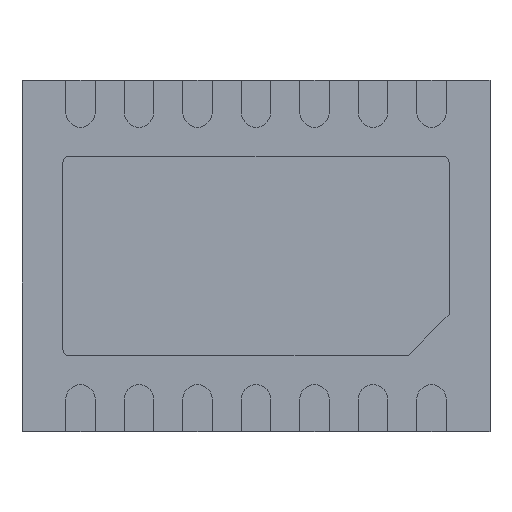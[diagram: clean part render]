
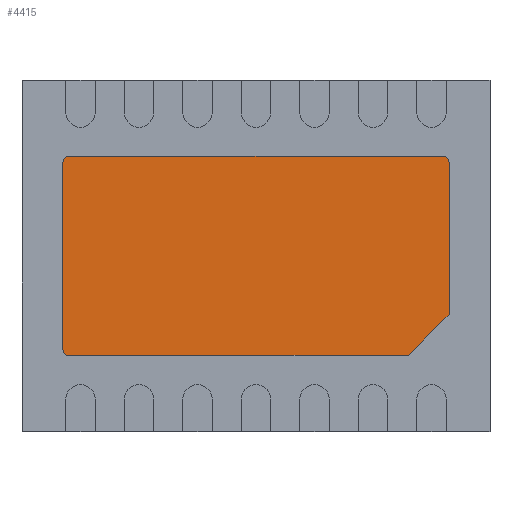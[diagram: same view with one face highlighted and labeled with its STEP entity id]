
A CAD part, top view. The second image highlights one B-rep face of the part: STEP entity #4415.
In plain terms, the highlighted planar face has unit normal (0, 0, 1).
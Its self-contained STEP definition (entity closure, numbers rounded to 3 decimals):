
#302 = AXIS2_PLACEMENT_3D ( 'NONE', #6738, #1128, #527 ) ;
#368 = DIRECTION ( 'NONE',  ( -1., 0., 0. ) ) ;
#373 = CARTESIAN_POINT ( 'NONE',  ( 1.3, -0.548, 0. ) ) ;
#387 = CARTESIAN_POINT ( 'NONE',  ( 1.6, 1.152, 0. ) ) ;
#527 = DIRECTION ( 'NONE',  ( 1., 0., 0. ) ) ;
#590 = EDGE_CURVE ( 'NONE', #4631, #7398, #4918, .T. ) ;
#636 = EDGE_CURVE ( 'NONE', #1700, #3990, #5173, .T. ) ;
#667 = LINE ( 'NONE', #2036, #5519 ) ;
#1128 = DIRECTION ( 'NONE',  ( 0., 0., 1. ) ) ;
#1350 = DIRECTION ( 'NONE',  ( 0., -1., 0. ) ) ;
#1427 = LINE ( 'NONE', #4030, #5435 ) ;
#1700 = VERTEX_POINT ( 'NONE', #5573 ) ;
#1782 = VERTEX_POINT ( 'NONE', #387 ) ;
#1866 = CARTESIAN_POINT ( 'NONE',  ( -1.6, 1.152, 0. ) ) ;
#2036 = CARTESIAN_POINT ( 'NONE',  ( -1.65, 0.302, 0. ) ) ;
#2058 = DIRECTION ( 'NONE',  ( 1., 0., 0. ) ) ;
#2146 = FACE_OUTER_BOUND ( 'NONE', #7667, .T. ) ;
#2189 = CARTESIAN_POINT ( 'NONE',  ( 0., -0.548, 0. ) ) ;
#2258 = ORIENTED_EDGE ( 'NONE', *, *, #7299, .T. ) ;
#2267 = VERTEX_POINT ( 'NONE', #1866 ) ;
#2802 = LINE ( 'NONE', #2189, #6013 ) ;
#2870 = CARTESIAN_POINT ( 'NONE',  ( 1.65, -0.198, 0. ) ) ;
#3013 = EDGE_CURVE ( 'NONE', #2267, #7551, #3300, .T. ) ;
#3300 = CIRCLE ( 'NONE', #7820, 0.05 ) ;
#3380 = CARTESIAN_POINT ( 'NONE',  ( 1.6, 1.102, 0. ) ) ;
#3393 = CARTESIAN_POINT ( 'NONE',  ( -1.65, 1.102, 0. ) ) ;
#3432 = DIRECTION ( 'NONE',  ( 0., 0., 1. ) ) ;
#3436 = DIRECTION ( 'NONE',  ( 1., 0., 0. ) ) ;
#3698 = VECTOR ( 'NONE', #7566, 1000. ) ;
#3721 = AXIS2_PLACEMENT_3D ( 'NONE', #3380, #5332, #7985 ) ;
#3990 = VERTEX_POINT ( 'NONE', #4494 ) ;
#4030 = CARTESIAN_POINT ( 'NONE',  ( 0., 1.152, 0. ) ) ;
#4364 = EDGE_CURVE ( 'NONE', #3990, #5068, #2802, .T. ) ;
#4415 = ADVANCED_FACE ( 'NONE', ( #2146 ), #6823, .T. ) ;
#4494 = CARTESIAN_POINT ( 'NONE',  ( -1.6, -0.548, 0. ) ) ;
#4539 = DIRECTION ( 'NONE',  ( 0., 0., 1. ) ) ;
#4631 = VERTEX_POINT ( 'NONE', #2870 ) ;
#4918 = LINE ( 'NONE', #6928, #3698 ) ;
#5068 = VERTEX_POINT ( 'NONE', #373 ) ;
#5115 = EDGE_CURVE ( 'NONE', #7551, #1700, #667, .T. ) ;
#5173 = CIRCLE ( 'NONE', #7119, 0.05 ) ;
#5332 = DIRECTION ( 'NONE',  ( 0., 0., 1. ) ) ;
#5333 = ORIENTED_EDGE ( 'NONE', *, *, #636, .T. ) ;
#5435 = VECTOR ( 'NONE', #368, 1000. ) ;
#5519 = VECTOR ( 'NONE', #1350, 1000. ) ;
#5573 = CARTESIAN_POINT ( 'NONE',  ( -1.65, -0.498, 0. ) ) ;
#5642 = EDGE_CURVE ( 'NONE', #5068, #4631, #7025, .T. ) ;
#5665 = ORIENTED_EDGE ( 'NONE', *, *, #3013, .T. ) ;
#5691 = CARTESIAN_POINT ( 'NONE',  ( 1.3, -0.548, 0. ) ) ;
#5928 = CARTESIAN_POINT ( 'NONE',  ( -1.6, -0.498, 0. ) ) ;
#5951 = ORIENTED_EDGE ( 'NONE', *, *, #590, .T. ) ;
#6013 = VECTOR ( 'NONE', #3436, 1000. ) ;
#6134 = CIRCLE ( 'NONE', #3721, 0.05 ) ;
#6325 = ORIENTED_EDGE ( 'NONE', *, *, #4364, .T. ) ;
#6361 = DIRECTION ( 'NONE',  ( 0.707, 0.707, 0. ) ) ;
#6510 = ORIENTED_EDGE ( 'NONE', *, *, #8209, .T. ) ;
#6678 = CARTESIAN_POINT ( 'NONE',  ( -1.6, 1.102, 0. ) ) ;
#6738 = CARTESIAN_POINT ( 'NONE',  ( 0., 0.302, 0. ) ) ;
#6823 = PLANE ( 'NONE',  #302 ) ;
#6928 = CARTESIAN_POINT ( 'NONE',  ( 1.65, 0.302, 0. ) ) ;
#7025 = LINE ( 'NONE', #5691, #7078 ) ;
#7078 = VECTOR ( 'NONE', #6361, 1000. ) ;
#7119 = AXIS2_PLACEMENT_3D ( 'NONE', #5928, #4539, #7209 ) ;
#7209 = DIRECTION ( 'NONE',  ( 1., 0., 0. ) ) ;
#7299 = EDGE_CURVE ( 'NONE', #1782, #2267, #1427, .T. ) ;
#7398 = VERTEX_POINT ( 'NONE', #8279 ) ;
#7542 = ORIENTED_EDGE ( 'NONE', *, *, #5642, .T. ) ;
#7551 = VERTEX_POINT ( 'NONE', #3393 ) ;
#7566 = DIRECTION ( 'NONE',  ( 0., 1., 0. ) ) ;
#7667 = EDGE_LOOP ( 'NONE', ( #5333, #6325, #7542, #5951, #6510, #2258, #5665, #7847 ) ) ;
#7820 = AXIS2_PLACEMENT_3D ( 'NONE', #6678, #3432, #2058 ) ;
#7847 = ORIENTED_EDGE ( 'NONE', *, *, #5115, .T. ) ;
#7985 = DIRECTION ( 'NONE',  ( 1., 0., 0. ) ) ;
#8209 = EDGE_CURVE ( 'NONE', #7398, #1782, #6134, .T. ) ;
#8279 = CARTESIAN_POINT ( 'NONE',  ( 1.65, 1.102, 0. ) ) ;
